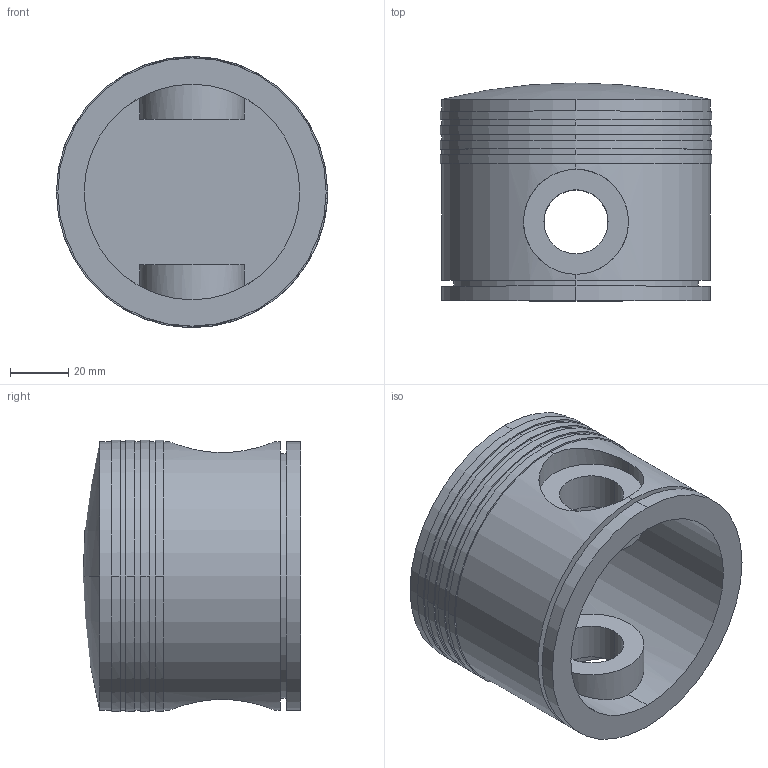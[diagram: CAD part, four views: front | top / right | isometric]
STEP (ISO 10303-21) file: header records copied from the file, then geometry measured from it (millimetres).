
FILE_DESCRIPTION (( 'STEP AP214' ), '1' );
FILE_NAME ('piston_head_with_rings_assembly.STEP', '2025-07-13T18:30:01', ( '' ), ( '' ), 'SwSTEP 2.0', 'SolidWorks 2025', '' );
FILE_SCHEMA (( 'AUTOMOTIVE_DESIGN' ));
Length unit declared in the file: millimetre
Products named in the file (3): piston_ring; piston_head_with_rings_assembly; piston
Assembly tree (5 placements, depth 2):
  piston_head_with_rings_assembly
    piston
    piston_ring  x4
Bounding box: 93 x 74.68 x 93 mm (x, y, z)
Volume: 215281.3 mm3; surface area: 77471.4 mm2
Topology: 5 solids, 5 shells, 94 faces, 220 edges, 147 vertices
Faces by surface type: cylinder 60, plane 32, sphere 2
Entity records: 2378 total; most frequent: CARTESIAN_POINT 769, DIRECTION 348, ORIENTED_EDGE 296, AXIS2_PLACEMENT_3D 150, EDGE_CURVE 148, VERTEX_POINT 99, EDGE_LOOP 79, CIRCLE 78
